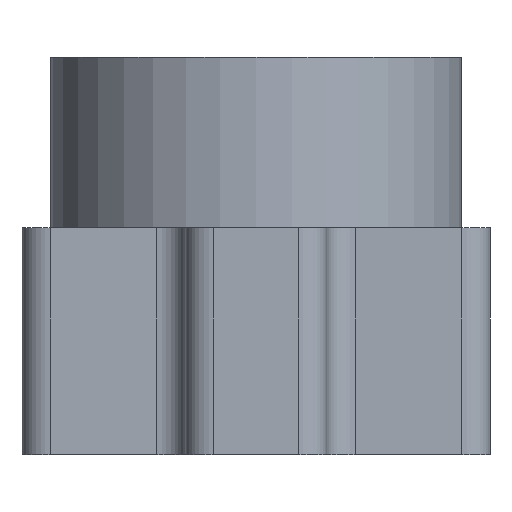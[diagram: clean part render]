
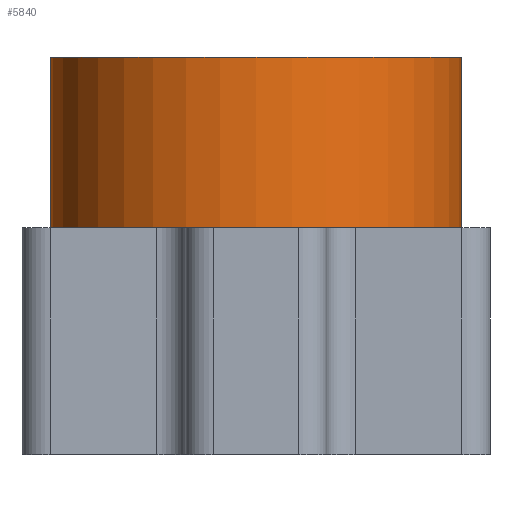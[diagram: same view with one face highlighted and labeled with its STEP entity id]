
A CAD part, front view. The second image highlights one B-rep face of the part: STEP entity #5840.
In plain terms, the highlighted cylindrical face has radius 7.25 mm (diameter 14.5 mm), a partial arc.
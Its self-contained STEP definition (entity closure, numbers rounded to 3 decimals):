
#311=AXIS2_PLACEMENT_3D('Circle Axis2P3D',#309,#310,$) ;
#5600=AXIS2_PLACEMENT_3D('Circle Axis2P3D',#5598,#5599,$) ;
#5815=AXIS2_PLACEMENT_3D('Cylinder Axis2P3D',#5812,#5813,#5814) ;
#309=CARTESIAN_POINT('Axis2P3D Location',(0.,0.,-6.)) ;
#313=CARTESIAN_POINT('Vertex',(-7.25,0.,-6.)) ;
#315=CARTESIAN_POINT('Vertex',(7.25,0.,-6.)) ;
#5593=CARTESIAN_POINT('Vertex',(7.25,0.,0.)) ;
#5595=CARTESIAN_POINT('Vertex',(-7.25,0.,0.)) ;
#5598=CARTESIAN_POINT('Axis2P3D Location',(0.,0.,0.)) ;
#5812=CARTESIAN_POINT('Axis2P3D Location',(0.,0.,-3.)) ;
#5817=CARTESIAN_POINT('Line Origine',(-7.25,0.,-3.)) ;
#5822=CARTESIAN_POINT('Line Origine',(7.25,0.,-3.)) ;
#310=DIRECTION('Axis2P3D Direction',(0.,0.,1.)) ;
#5599=DIRECTION('Axis2P3D Direction',(0.,0.,1.)) ;
#5813=DIRECTION('Axis2P3D Direction',(0.,0.,1.)) ;
#5814=DIRECTION('Axis2P3D XDirection',(1.,0.,0.)) ;
#5818=DIRECTION('Vector Direction',(0.,0.,1.)) ;
#5823=DIRECTION('Vector Direction',(0.,0.,1.)) ;
#5819=VECTOR('Line Direction',#5818,1.) ;
#5824=VECTOR('Line Direction',#5823,1.) ;
#5835=ORIENTED_EDGE('',*,*,#317,.T.) ;
#5836=ORIENTED_EDGE('',*,*,#5826,.F.) ;
#5837=ORIENTED_EDGE('',*,*,#5602,.F.) ;
#5838=ORIENTED_EDGE('',*,*,#5821,.T.) ;
#5840=ADVANCED_FACE('Hauptk\X2\00F6\X0\rper',(#5839),#5816,.T.) ;
#312=CIRCLE('generated circle',#311,7.25) ;
#5601=CIRCLE('generated circle',#5600,7.25) ;
#5816=CYLINDRICAL_SURFACE('generated cylinder',#5815,7.25) ;
#317=EDGE_CURVE('',#314,#316,#312,.T.) ;
#5602=EDGE_CURVE('',#5596,#5594,#5601,.T.) ;
#5821=EDGE_CURVE('',#5596,#314,#5820,.F.) ;
#5826=EDGE_CURVE('',#5594,#316,#5825,.F.) ;
#5834=EDGE_LOOP('',(#5835,#5836,#5837,#5838)) ;
#5839=FACE_OUTER_BOUND('',#5834,.T.) ;
#5820=LINE('Line',#5817,#5819) ;
#5825=LINE('Line',#5822,#5824) ;
#314=VERTEX_POINT('',#313) ;
#316=VERTEX_POINT('',#315) ;
#5594=VERTEX_POINT('',#5593) ;
#5596=VERTEX_POINT('',#5595) ;
